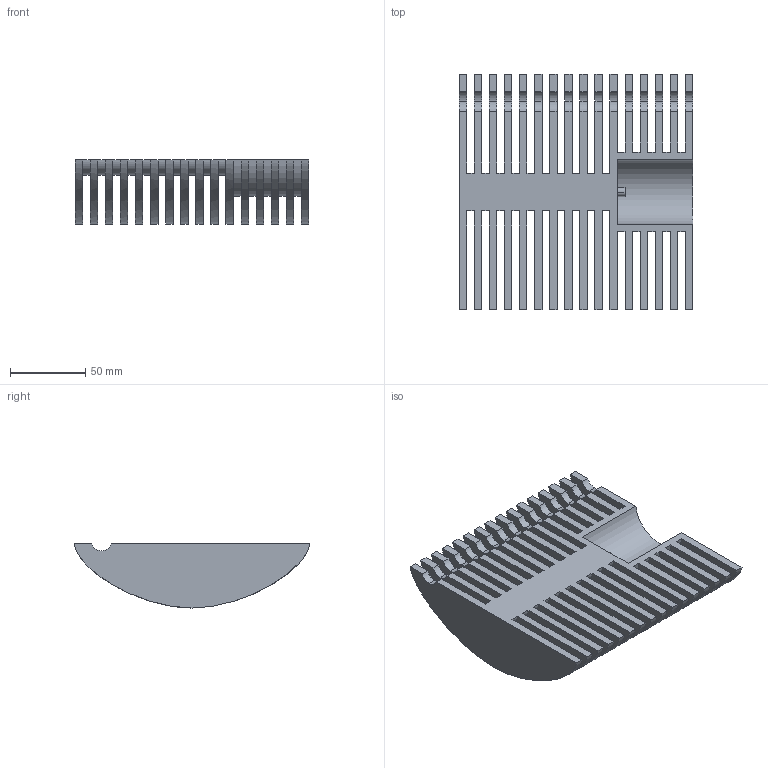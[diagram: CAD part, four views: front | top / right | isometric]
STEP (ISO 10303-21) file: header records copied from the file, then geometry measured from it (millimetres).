
FILE_DESCRIPTION (( 'STEP AP214' ), '1' );
FILE_NAME ('chamber0_0.STEP', '2023-02-05T06:59:15', ( '' ), ( '' ), 'SwSTEP 2.0', 'SolidWorks 2022', '' );
FILE_SCHEMA (( 'AUTOMOTIVE_DESIGN' ));
Length unit declared in the file: inch
Products named in the file (2): chamber0_0
Assembly tree (1 placements, depth 2):
  chamber0_0
    chamber0_0
Bounding box: 155 x 156.19 x 42.5 mm (x, y, z)
Volume: 382997.7 mm3; surface area: 173304.7 mm2
Topology: 1 solids, 1 shells, 138 faces, 405 edges, 270 vertices
Faces by surface type: plane 51, cylinder 45, bspline 42
Entity records: 9623 total; most frequent: CARTESIAN_POINT 6111, ORIENTED_EDGE 810, DIRECTION 611, EDGE_CURVE 405, VERTEX_POINT 270, LINE 231, VECTOR 231, AXIS2_PLACEMENT_3D 190
